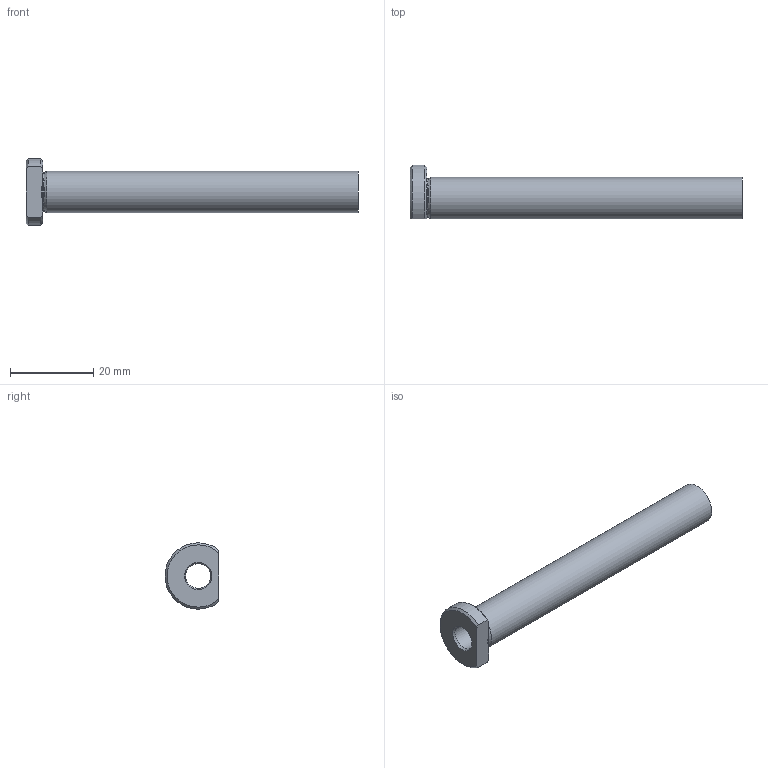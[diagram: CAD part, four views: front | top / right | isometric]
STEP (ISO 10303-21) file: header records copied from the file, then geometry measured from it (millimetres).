
FILE_DESCRIPTION(('STEP AP214'),'1');
FILE_NAME('CS51011_10-80-6.stp','2019-09-16T07:31:00',(' '),(' '),'Spatial InterOp 3D',' ',' ');
FILE_SCHEMA(('AUTOMOTIVE_DESIGN { 1 0 10303 214 1 1 1 1 }'));
Length unit declared in the file: millimetre
Products named in the file (1): CS51011/10-80-6
Bounding box: 80 x 13 x 16 mm (x, y, z)
Volume: 4169.8 mm3; surface area: 4430.8 mm2
Topology: 1 solids, 1 shells, 16 faces, 36 edges, 22 vertices
Faces by surface type: cone 6, plane 4, cylinder 4, torus 2
Full cylindrical faces by diameter (mm): 6 x1, 9.3 x1, 10 x1
Entity records: 569 total; most frequent: CARTESIAN_POINT 83, DIRECTION 69, ORIENTED_EDGE 50, AXIS2_PLACEMENT_3D 32, EDGE_LOOP 27, EDGE_CURVE 25, FACE_OUTER_BOUND 21, VERTEX_POINT 20
